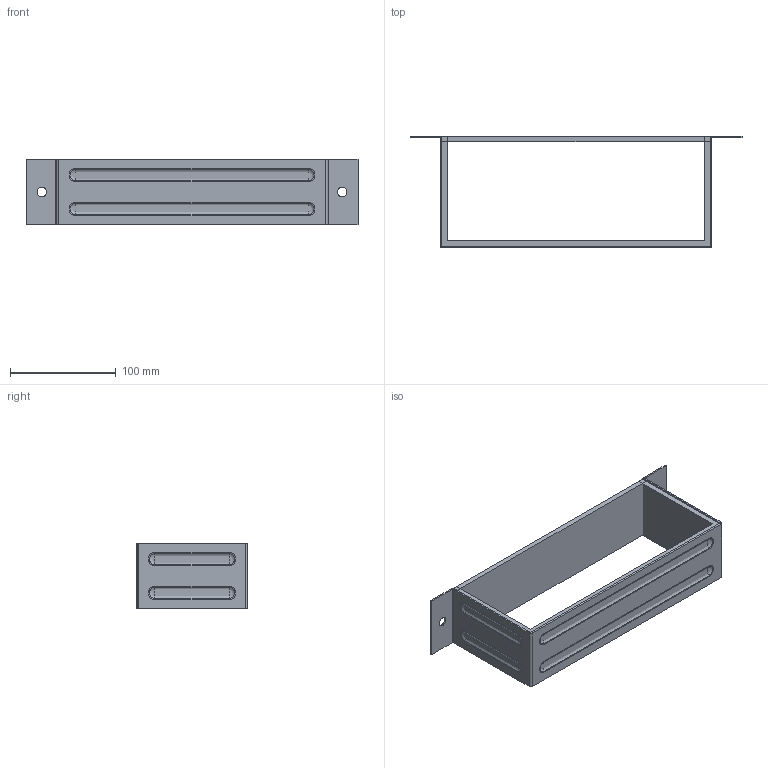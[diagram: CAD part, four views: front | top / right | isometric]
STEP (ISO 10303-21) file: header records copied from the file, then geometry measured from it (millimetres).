
FILE_DESCRIPTION (( 'STEP AP214' ), '1' );
FILE_NAME ('7216633_KSTP1.stp', '2018-05-10T13:40:18', ( '' ), ( '' ), 'SwSTEP 2.0', 'SolidWorks 2016', '' );
FILE_SCHEMA (( 'AUTOMOTIVE_DESIGN' ));
Length unit declared in the file: millimetre
Products named in the file (4): 7216633_KSTP1; P_7215432T1_1_F〉 BSKM100250 OT; P_7215432T1_1_f〉 BSKM100250 UT; 039619T1_F〉 Kanal 100250
Assembly tree (3 placements, depth 2):
  7216633_KSTP1
    039619T1_F〉 Kanal 100250
    P_7215432T1_1_f〉 BSKM100250 UT
    P_7215432T1_1_F〉 BSKM100250 OT
Bounding box: 314 x 105.4 x 62 mm (x, y, z)
Volume: 257656.8 mm3; surface area: 160161.8 mm2
Topology: 3 solids, 3 shells, 158 faces, 340 edges, 200 vertices
Faces by surface type: cylinder 52, plane 46, torus 36, sphere 24
Entity records: 4434 total; most frequent: DIRECTION 856, CARTESIAN_POINT 704, ORIENTED_EDGE 680, AXIS2_PLACEMENT_3D 352, EDGE_CURVE 340, VERTEX_POINT 200, CIRCLE 188, EDGE_LOOP 174
